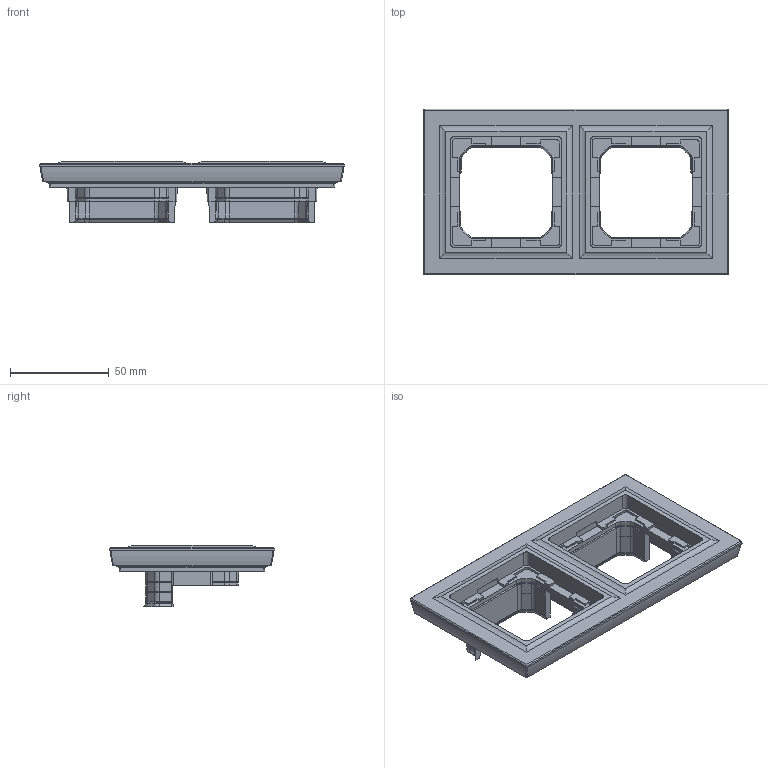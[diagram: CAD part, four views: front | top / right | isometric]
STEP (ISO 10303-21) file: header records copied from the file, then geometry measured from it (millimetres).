
FILE_DESCRIPTION (( 'STEP AP214' ), '1' );
FILE_NAME ('Ðàìêà 2-ìåñò. ip44.STEP', '2025-06-05T07:07:55', ( '' ), ( '' ), 'SwSTEP 2.0', 'SolidWorks 2022', '' );
FILE_SCHEMA (( 'AUTOMOTIVE_DESIGN' ));
Length unit declared in the file: millimetre
Products named in the file (1): Рамка 2-мест. ip44
Bounding box: 155.1 x 84.1 x 31 mm (x, y, z)
Volume: 80875.4 mm3; surface area: 48872.4 mm2
Topology: 1 solids, 1 shells, 943 faces, 2658 edges, 1676 vertices
Faces by surface type: plane 587, cylinder 180, cone 92, torus 52, bspline 24, sphere 8
Entity records: 30256 total; most frequent: CARTESIAN_POINT 5942, ORIENTED_EDGE 5316, DIRECTION 4846, EDGE_CURVE 2658, LINE 2054, VECTOR 2054, VERTEX_POINT 1676, AXIS2_PLACEMENT_3D 1396
